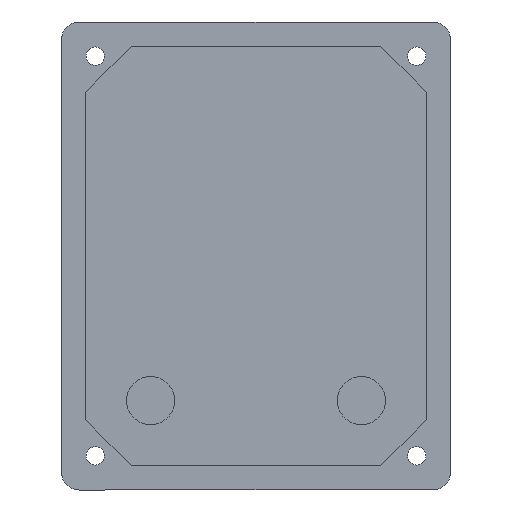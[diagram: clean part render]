
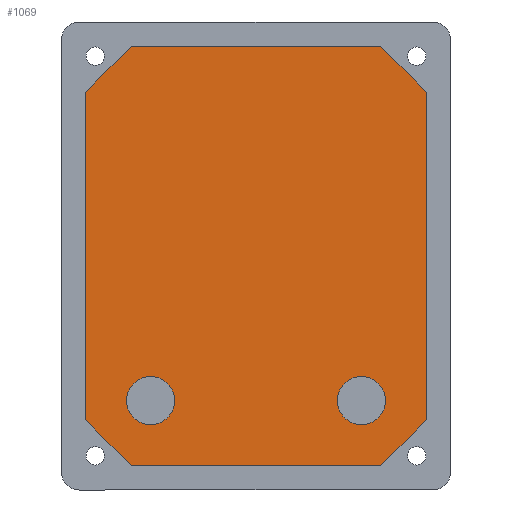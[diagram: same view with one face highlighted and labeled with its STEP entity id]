
A CAD part, front view. The second image highlights one B-rep face of the part: STEP entity #1069.
In plain terms, the highlighted planar face has unit normal (0, -1, 0).
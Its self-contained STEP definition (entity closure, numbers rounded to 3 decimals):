
#46=FACE_BOUND('',#154,.T.);
#47=FACE_BOUND('',#155,.T.);
#81=FACE_OUTER_BOUND('',#153,.T.);
#153=EDGE_LOOP('',(#885,#886,#887,#888,#889,#890,#891,#892));
#154=EDGE_LOOP('',(#893));
#155=EDGE_LOOP('',(#894));
#215=CIRCLE('',#1175,6.15);
#216=CIRCLE('',#1177,6.15);
#280=LINE('',#1687,#394);
#304=LINE('',#1763,#418);
#305=LINE('',#1765,#419);
#306=LINE('',#1767,#420);
#307=LINE('',#1769,#421);
#308=LINE('',#1771,#422);
#309=LINE('',#1773,#423);
#310=LINE('',#1774,#424);
#394=VECTOR('',#1347,10.);
#418=VECTOR('',#1433,10.);
#419=VECTOR('',#1434,10.);
#420=VECTOR('',#1435,10.);
#421=VECTOR('',#1436,10.);
#422=VECTOR('',#1437,10.);
#423=VECTOR('',#1438,10.);
#424=VECTOR('',#1439,10.);
#517=VERTEX_POINT('',#1684);
#518=VERTEX_POINT('',#1686);
#537=VERTEX_POINT('',#1754);
#538=VERTEX_POINT('',#1758);
#539=VERTEX_POINT('',#1762);
#540=VERTEX_POINT('',#1764);
#541=VERTEX_POINT('',#1766);
#542=VERTEX_POINT('',#1768);
#543=VERTEX_POINT('',#1770);
#544=VERTEX_POINT('',#1772);
#632=EDGE_CURVE('',#518,#517,#280,.T.);
#664=EDGE_CURVE('',#537,#537,#215,.T.);
#666=EDGE_CURVE('',#538,#538,#216,.T.);
#668=EDGE_CURVE('',#539,#518,#304,.T.);
#669=EDGE_CURVE('',#517,#540,#305,.T.);
#670=EDGE_CURVE('',#540,#541,#306,.T.);
#671=EDGE_CURVE('',#541,#542,#307,.T.);
#672=EDGE_CURVE('',#542,#543,#308,.T.);
#673=EDGE_CURVE('',#543,#544,#309,.T.);
#674=EDGE_CURVE('',#544,#539,#310,.T.);
#885=ORIENTED_EDGE('',*,*,#668,.T.);
#886=ORIENTED_EDGE('',*,*,#632,.T.);
#887=ORIENTED_EDGE('',*,*,#669,.T.);
#888=ORIENTED_EDGE('',*,*,#670,.T.);
#889=ORIENTED_EDGE('',*,*,#671,.T.);
#890=ORIENTED_EDGE('',*,*,#672,.T.);
#891=ORIENTED_EDGE('',*,*,#673,.T.);
#892=ORIENTED_EDGE('',*,*,#674,.T.);
#893=ORIENTED_EDGE('',*,*,#666,.T.);
#894=ORIENTED_EDGE('',*,*,#664,.T.);
#1018=PLANE('',#1178);
#1069=ADVANCED_FACE('',(#81,#46,#47),#1018,.T.);
#1175=AXIS2_PLACEMENT_3D('',#1755,#1423,#1424);
#1177=AXIS2_PLACEMENT_3D('',#1759,#1428,#1429);
#1178=AXIS2_PLACEMENT_3D('',#1761,#1431,#1432);
#1347=DIRECTION('',(1.,0.,0.));
#1423=DIRECTION('center_axis',(0.,1.,0.));
#1424=DIRECTION('ref_axis',(1.,0.,0.));
#1428=DIRECTION('center_axis',(0.,1.,0.));
#1429=DIRECTION('ref_axis',(1.,0.,0.));
#1431=DIRECTION('center_axis',(0.,-1.,0.));
#1432=DIRECTION('ref_axis',(1.,0.,0.));
#1433=DIRECTION('',(0.707,0.,-0.707));
#1434=DIRECTION('',(0.707,0.,0.707));
#1435=DIRECTION('',(0.,0.,1.));
#1436=DIRECTION('',(-0.707,0.,0.707));
#1437=DIRECTION('',(-1.,0.,0.));
#1438=DIRECTION('',(-0.707,0.,-0.707));
#1439=DIRECTION('',(0.,0.,-1.));
#1684=CARTESIAN_POINT('',(33.363,85.642,-46.586));
#1686=CARTESIAN_POINT('',(-30.223,85.642,-46.586));
#1687=CARTESIAN_POINT('',(-30.223,85.642,-46.586));
#1754=CARTESIAN_POINT('',(-31.48,85.642,-29.986));
#1755=CARTESIAN_POINT('Origin',(-25.33,85.642,-29.986));
#1758=CARTESIAN_POINT('',(22.32,85.642,-29.986));
#1759=CARTESIAN_POINT('Origin',(28.47,85.642,-29.986));
#1761=CARTESIAN_POINT('Origin',(1.57,85.642,6.914));
#1762=CARTESIAN_POINT('',(-41.93,85.642,-34.879));
#1763=CARTESIAN_POINT('',(-41.93,85.642,-34.879));
#1764=CARTESIAN_POINT('',(45.07,85.642,-34.879));
#1765=CARTESIAN_POINT('',(33.363,85.642,-46.586));
#1766=CARTESIAN_POINT('',(45.07,85.642,48.707));
#1767=CARTESIAN_POINT('',(45.07,85.642,-34.879));
#1768=CARTESIAN_POINT('',(33.363,85.642,60.414));
#1769=CARTESIAN_POINT('',(45.07,85.642,48.707));
#1770=CARTESIAN_POINT('',(-30.223,85.642,60.414));
#1771=CARTESIAN_POINT('',(33.363,85.642,60.414));
#1772=CARTESIAN_POINT('',(-41.93,85.642,48.707));
#1773=CARTESIAN_POINT('',(-30.223,85.642,60.414));
#1774=CARTESIAN_POINT('',(-41.93,85.642,48.707));
